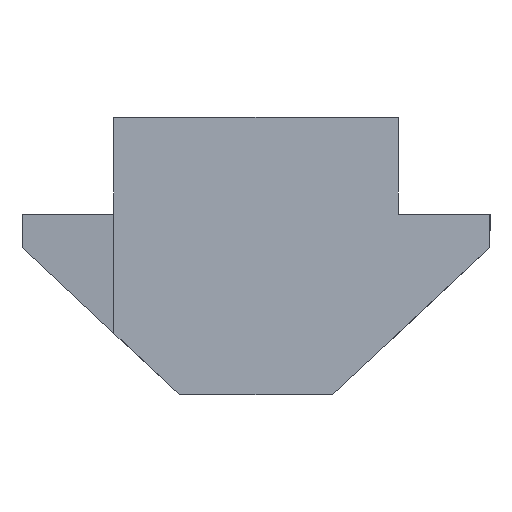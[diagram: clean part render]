
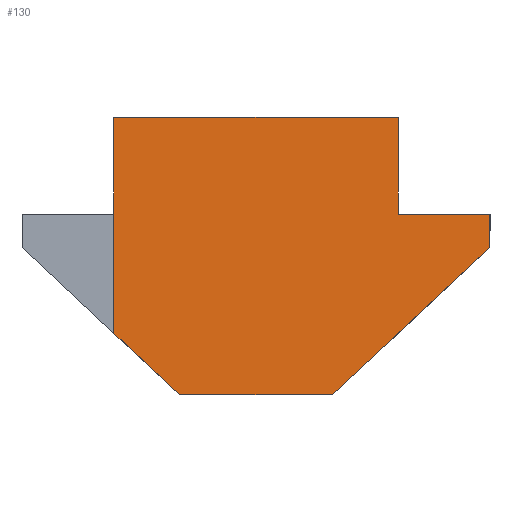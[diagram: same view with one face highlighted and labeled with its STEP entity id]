
A CAD part, front view. The second image highlights one B-rep face of the part: STEP entity #130.
In plain terms, the highlighted planar face has unit normal (0.707, -0.707, 0).
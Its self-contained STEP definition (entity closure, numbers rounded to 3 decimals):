
#2 = VERTEX_POINT ( 'NONE', #256 ) ;
#19 = ORIENTED_EDGE ( 'NONE', *, *, #87, .F. ) ;
#20 = VECTOR ( 'NONE', #606, 1000. ) ;
#23 = DIRECTION ( 'NONE',  ( -0.59, -0.59, -0.551 ) ) ;
#26 = PLANE ( 'NONE',  #570 ) ;
#29 = DIRECTION ( 'NONE',  ( -0.707, -0.707, 0. ) ) ;
#35 = VERTEX_POINT ( 'NONE', #439 ) ;
#42 = CARTESIAN_POINT ( 'NONE',  ( -4.25, -9.5, 0. ) ) ;
#46 = LINE ( 'NONE', #114, #528 ) ;
#50 = VERTEX_POINT ( 'NONE', #169 ) ;
#60 = CARTESIAN_POINT ( 'NONE',  ( 7., 1.75, -5.4 ) ) ;
#61 = FACE_OUTER_BOUND ( 'NONE', #466, .T. ) ;
#77 = CARTESIAN_POINT ( 'NONE',  ( 4.25, -1., 2.9 ) ) ;
#85 = VECTOR ( 'NONE', #302, 1000. ) ;
#86 = CARTESIAN_POINT ( 'NONE',  ( 7., 1.75, 0. ) ) ;
#87 = EDGE_CURVE ( 'NONE', #209, #151, #46, .T. ) ;
#89 = ORIENTED_EDGE ( 'NONE', *, *, #147, .F. ) ;
#97 = LINE ( 'NONE', #320, #128 ) ;
#110 = EDGE_CURVE ( 'NONE', #243, #2, #262, .T. ) ;
#114 = CARTESIAN_POINT ( 'NONE',  ( -2.282, -7.532, -5.4 ) ) ;
#128 = VECTOR ( 'NONE', #514, 1000. ) ;
#130 = ADVANCED_FACE ( 'NONE', ( #61 ), #26, .F. ) ;
#136 = DIRECTION ( 'NONE',  ( 0.707, 0.707, 0. ) ) ;
#139 = VECTOR ( 'NONE', #23, 1000. ) ;
#147 = EDGE_CURVE ( 'NONE', #531, #50, #597, .T. ) ;
#151 = VERTEX_POINT ( 'NONE', #591 ) ;
#164 = LINE ( 'NONE', #471, #20 ) ;
#169 = CARTESIAN_POINT ( 'NONE',  ( 4.25, -1., 0. ) ) ;
#174 = CARTESIAN_POINT ( 'NONE',  ( 7., 1.75, -1. ) ) ;
#202 = ORIENTED_EDGE ( 'NONE', *, *, #329, .T. ) ;
#209 = VERTEX_POINT ( 'NONE', #318 ) ;
#230 = CARTESIAN_POINT ( 'NONE',  ( 7., 1.75, -5.4 ) ) ;
#243 = VERTEX_POINT ( 'NONE', #281 ) ;
#255 = CARTESIAN_POINT ( 'NONE',  ( 4.25, -1., 2.9 ) ) ;
#256 = CARTESIAN_POINT ( 'NONE',  ( 2.282, -2.968, -5.4 ) ) ;
#262 = LINE ( 'NONE', #174, #139 ) ;
#281 = CARTESIAN_POINT ( 'NONE',  ( 7., 1.75, -1. ) ) ;
#301 = DIRECTION ( 'NONE',  ( 0., 0., -1. ) ) ;
#302 = DIRECTION ( 'NONE',  ( -0.707, -0.707, 0. ) ) ;
#316 = VERTEX_POINT ( 'NONE', #42 ) ;
#318 = CARTESIAN_POINT ( 'NONE',  ( -2.282, -7.532, -5.4 ) ) ;
#320 = CARTESIAN_POINT ( 'NONE',  ( -4.25, -9.5, -5.4 ) ) ;
#329 = EDGE_CURVE ( 'NONE', #316, #151, #97, .T. ) ;
#352 = ORIENTED_EDGE ( 'NONE', *, *, #394, .F. ) ;
#359 = DIRECTION ( 'NONE',  ( -0.707, 0.707, 0. ) ) ;
#376 = CARTESIAN_POINT ( 'NONE',  ( 2.282, -2.968, -5.4 ) ) ;
#393 = CARTESIAN_POINT ( 'NONE',  ( 4.25, -1., 2.9 ) ) ;
#394 = EDGE_CURVE ( 'NONE', #50, #589, #465, .T. ) ;
#425 = ORIENTED_EDGE ( 'NONE', *, *, #449, .F. ) ;
#434 = DIRECTION ( 'NONE',  ( -0.707, -0.707, 0. ) ) ;
#438 = VECTOR ( 'NONE', #434, 1000. ) ;
#439 = CARTESIAN_POINT ( 'NONE',  ( -4.25, -9.5, 2.9 ) ) ;
#449 = EDGE_CURVE ( 'NONE', #316, #35, #164, .T. ) ;
#465 = LINE ( 'NONE', #86, #580 ) ;
#466 = EDGE_LOOP ( 'NONE', ( #547, #425, #202, #19, #485, #588, #494, #352, #89 ) ) ;
#471 = CARTESIAN_POINT ( 'NONE',  ( -4.25, -9.5, 0. ) ) ;
#480 = VECTOR ( 'NONE', #500, 1000. ) ;
#485 = ORIENTED_EDGE ( 'NONE', *, *, #505, .F. ) ;
#486 = CARTESIAN_POINT ( 'NONE',  ( 7., 1.75, 0. ) ) ;
#489 = DIRECTION ( 'NONE',  ( -0.59, -0.59, 0.551 ) ) ;
#491 = LINE ( 'NONE', #393, #85 ) ;
#494 = ORIENTED_EDGE ( 'NONE', *, *, #599, .F. ) ;
#500 = DIRECTION ( 'NONE',  ( 0., 0., -1. ) ) ;
#505 = EDGE_CURVE ( 'NONE', #2, #209, #561, .T. ) ;
#514 = DIRECTION ( 'NONE',  ( 0., 0., -1. ) ) ;
#528 = VECTOR ( 'NONE', #489, 1000. ) ;
#529 = VECTOR ( 'NONE', #301, 1000. ) ;
#531 = VERTEX_POINT ( 'NONE', #255 ) ;
#547 = ORIENTED_EDGE ( 'NONE', *, *, #583, .T. ) ;
#549 = LINE ( 'NONE', #60, #529 ) ;
#561 = LINE ( 'NONE', #376, #438 ) ;
#570 = AXIS2_PLACEMENT_3D ( 'NONE', #230, #359, #29 ) ;
#580 = VECTOR ( 'NONE', #136, 1000. ) ;
#583 = EDGE_CURVE ( 'NONE', #531, #35, #491, .T. ) ;
#588 = ORIENTED_EDGE ( 'NONE', *, *, #110, .F. ) ;
#589 = VERTEX_POINT ( 'NONE', #486 ) ;
#591 = CARTESIAN_POINT ( 'NONE',  ( -4.25, -9.5, -3.565 ) ) ;
#597 = LINE ( 'NONE', #77, #480 ) ;
#599 = EDGE_CURVE ( 'NONE', #589, #243, #549, .T. ) ;
#606 = DIRECTION ( 'NONE',  ( 0., 0., 1. ) ) ;
